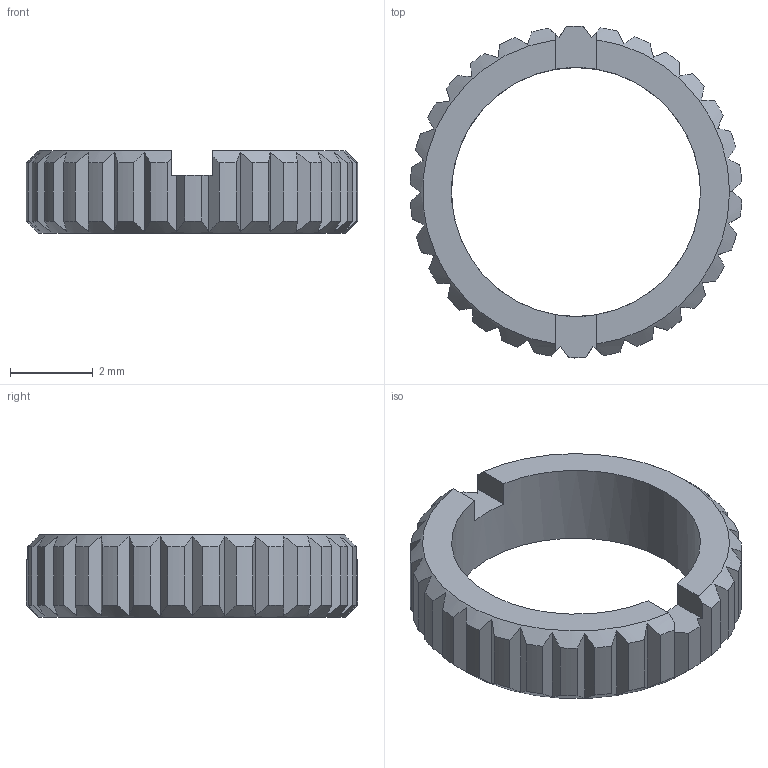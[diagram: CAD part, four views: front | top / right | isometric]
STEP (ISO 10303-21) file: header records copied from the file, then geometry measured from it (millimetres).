
FILE_DESCRIPTION(('FreeCAD Model'),'2;1');
FILE_NAME('6mm_knurl_nut.step','2021-03-19T22:44:29',('Author'),(''), 'Open CASCADE STEP processor 7.3','FreeCAD','Unknown');
FILE_SCHEMA(('AUTOMOTIVE_DESIGN { 1 0 10303 214 1 1 1 1 }'));
Length unit declared in the file: millimetre
Products named in the file (1): PolarPattern
Bounding box: 7.99 x 8 x 2 mm (x, y, z)
Volume: 38.2 mm3; surface area: 132.4 mm2
Topology: 1 solids, 1 shells, 104 faces, 309 edges, 206 vertices
Faces by surface type: plane 69, cylinder 31, cone 4
Full cylindrical faces by diameter (mm): 6 x1
Entity records: 8101 total; most frequent: CARTESIAN_POINT 2614, DIRECTION 929, ORIENTED_EDGE 618, PCURVE 618, DEFINITIONAL_REPRESENTATION 618, LINE 323, VECTOR 323, EDGE_CURVE 309
